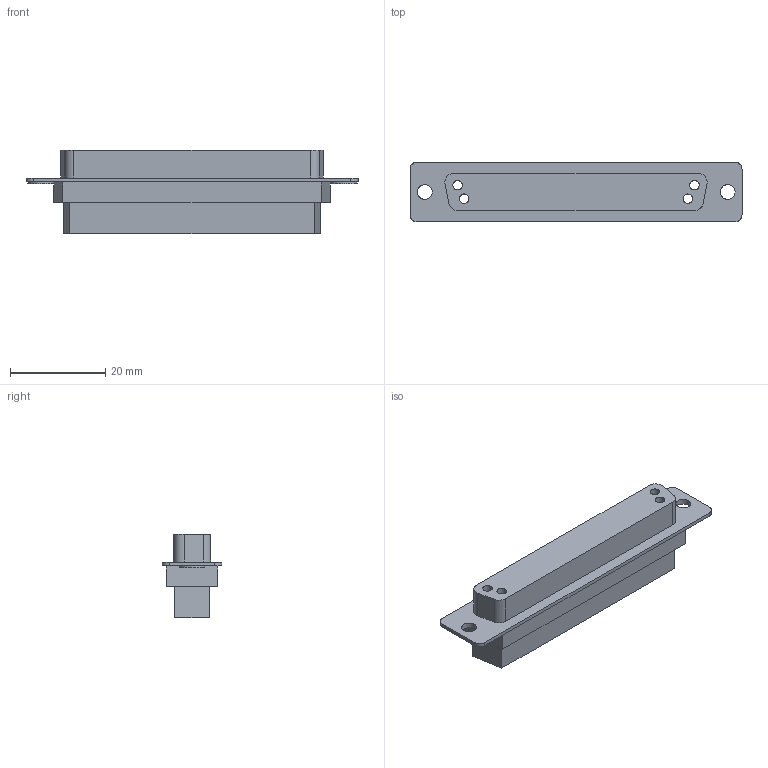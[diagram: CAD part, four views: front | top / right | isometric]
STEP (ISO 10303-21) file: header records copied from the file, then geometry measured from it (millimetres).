
FILE_DESCRIPTION((''),'2;1');
FILE_NAME('0967_D-Sub_fem_crimp_contacts_37_poles.stp', '2007-08-02T15:16:35',('User'),('SDRC'),'I-DEAS Master Series 9','UNIX', 'Yes');
FILE_SCHEMA(('AUTOMOTIVE_DESIGN { 1 0 10303 214 1 1 1 1 }'));
Length unit declared in the file: millimetre
Products named in the file (1): 0967_D-Sub_fem_crimp_contacts_37_poles
Bounding box: 69.6 x 12.5 x 17.55 mm (x, y, z)
Volume: 8040.1 mm3; surface area: 4406.8 mm2
Topology: 1 solids, 1 shells, 47 faces, 108 edges, 72 vertices
Faces by surface type: bspline 47
Entity records: 1465 total; most frequent: CARTESIAN_POINT 749, ORIENTED_EDGE 216, EDGE_CURVE 108, VERTEX_POINT 72, EDGE_LOOP 68, FACE_OUTER_BOUND 47, ADVANCED_FACE 47, QUASI_UNIFORM_CURVE 39
